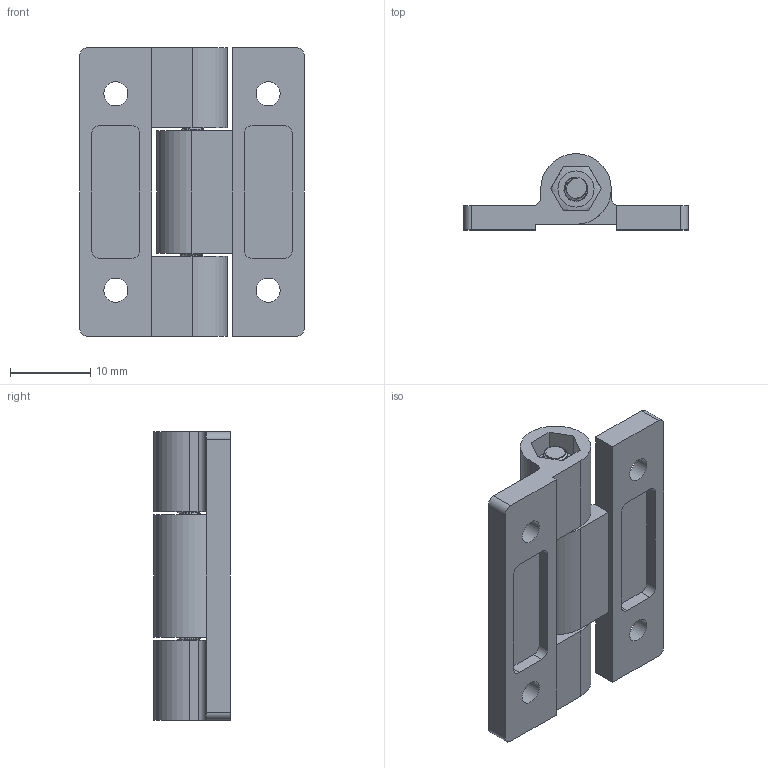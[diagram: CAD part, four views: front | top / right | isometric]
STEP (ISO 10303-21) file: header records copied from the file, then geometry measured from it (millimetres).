
FILE_DESCRIPTION(/* description */ (''),/* implementation_level */ '2;1');
FILE_NAME(/* name */ 'H-TC3628.stp',/* time_stamp */ '2025-05-19T15:46:00+09:00',/* author */ ('user'),/* organization */ (''),/* preprocessor_version */ 'ST-DEVELOPER v15.6',/* originating_system */ 'Autodesk Inventor 2015',/* authorisation */ '');
FILE_SCHEMA (('AUTOMOTIVE_DESIGN { 1 0 10303 214 3 1 1 }'));
Products named in the file (5): H-TC3628_L; H-TC3628_N; H-TC3628_P; H-TC3628_R; H-TC3628
Bounding box: 28 x 9.5 x 36 mm (x, y, z)
Volume: 3627.5 mm3; surface area: 4369 mm2
Topology: 4 solids, 4 shells, 110 faces, 490 edges, 398 vertices
Faces by surface type: plane 68, cylinder 34, bspline 6, torus 2
Full cylindrical faces by diameter (mm): 3 x7, 5 x1, 6 x4
Entity records: 33650 total; most frequent: CARTESIAN_POINT 29845, ORIENTED_EDGE 952, DIRECTION 526, EDGE_CURVE 476, VERTEX_POINT 398, B_SPLINE_CURVE_WITH_KNOTS 247, AXIS2_PLACEMENT_3D 185, LINE 156
